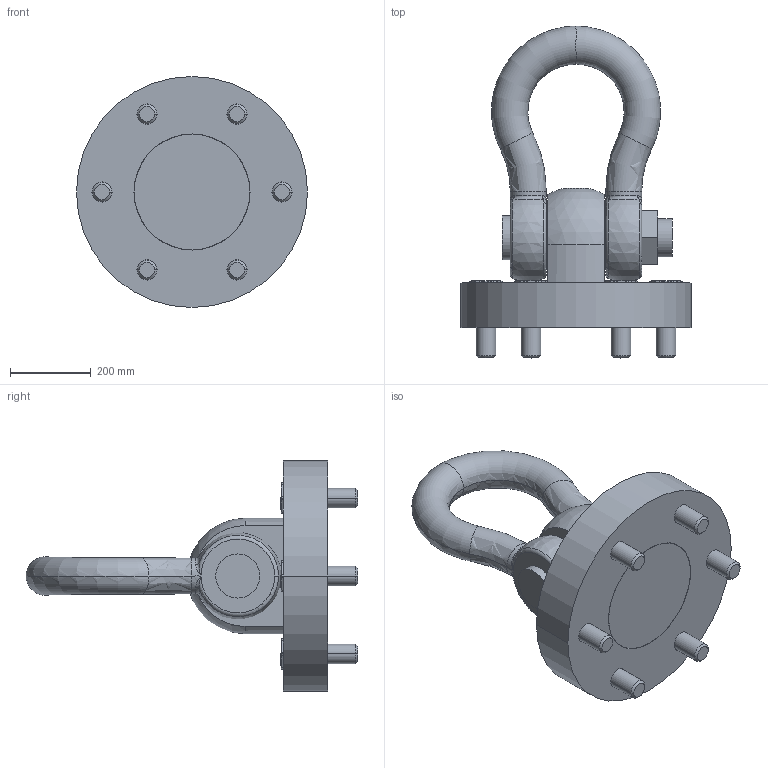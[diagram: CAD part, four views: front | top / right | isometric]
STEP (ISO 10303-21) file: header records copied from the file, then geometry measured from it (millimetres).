
FILE_DESCRIPTION((''),'2;1');
FILE_NAME('001-M33933-P-3_ASM','2016-07-07T',('Andreas.Wendler'),(''),'PRO/ENGINEER BY PARAMETRIC TECHNOLOGY CORPORATION, 2011490','PRO/ENGINEER BY PARAMETRIC TECHNOLOGY CORPORATION, 2011490','');
FILE_SCHEMA(('CONFIG_CONTROL_DESIGN'));
Length unit declared in the file: millimetre
Products named in the file (7): 001-M33933-P-4_AF0; 001-M33933-P-3; 001-M31126-P-1_AF0; 001-M31126-P-1_AF1; 001-M31126-P-1; 001-M34134-P-1; 001-M33933-P-3_ASM
Assembly tree (9 placements, depth 2):
  001-M33933-P-3_ASM
    001-M33933-P-4_AF0
    001-M33933-P-3
    001-M31126-P-1_AF0
    001-M31126-P-1_AF1
    001-M31126-P-1  x4
    001-M34134-P-1
Bounding box: 571 x 820.5 x 571 mm (x, y, z)
Volume: 49322946.5 mm3; surface area: 1999814.6 mm2
Topology: 9 solids, 9 shells, 1640 faces, 4478 edges, 2956 vertices
Faces by surface type: plane 1492, cylinder 62, cone 48, bspline 24, torus 8, sphere 6
Entity records: 39367 total; most frequent: CARTESIAN_POINT 13231, ORIENTED_EDGE 5594, DIRECTION 4935, EDGE_CURVE 2797, VECTOR 2551, LINE 2551, VERTEX_POINT 1846, AXIS2_PLACEMENT_3D 1192
